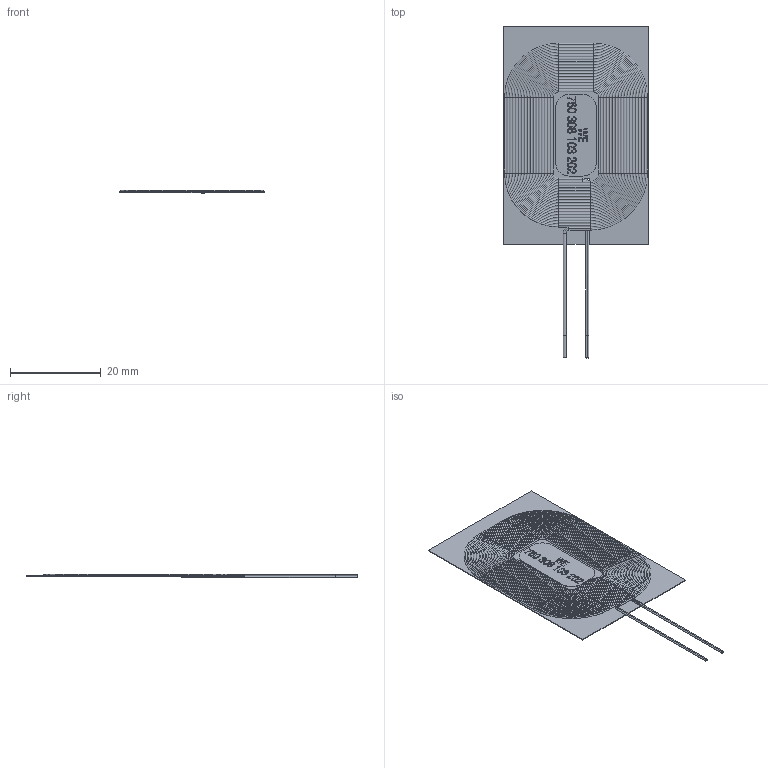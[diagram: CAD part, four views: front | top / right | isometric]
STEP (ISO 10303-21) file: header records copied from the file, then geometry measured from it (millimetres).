
FILE_DESCRIPTION(/* description */ ('Unknown'),/* implementation_level */ '2;1');
FILE_NAME(/* name */ 'L_Wurth_WE-WPCC-RX_760308103202',/* time_stamp */ '2025-04-22T16:50:12+08:00',/* author */ ('Unknown'),/* organization */ ('Unknown'),/* preprocessor_version */ 'ST-DEVELOPER v19.4',/* originating_system */ 'Solid Edge',/* authorisation */ 'Unknown');
FILE_SCHEMA (('AUTOMOTIVE_DESIGN {1 0 10303 214 3 1 1}'));
Length unit declared in the file: millimetre
Products named in the file (2): L_Wurth_WE-WPCC-RX_760308103202
Assembly tree (1 placements, depth 2):
  L_Wurth_WE-WPCC-RX_760308103202
    L_Wurth_WE-WPCC-RX_760308103202
Bounding box: 32 x 73 x 0.68 mm (x, y, z)
Volume: 521.1 mm3; surface area: 12512.3 mm2
Topology: 5 solids, 5 shells, 427 faces, 920 edges, 528 vertices
Faces by surface type: cylinder 142, torus 130, plane 122, bspline 33
Full cylindrical faces by diameter (mm): 0.32 x4
Entity records: 14350 total; most frequent: CARTESIAN_POINT 4472, DIRECTION 1903, ORIENTED_EDGE 1810, EDGE_CURVE 905, AXIS2_PLACEMENT_3D 801, VERTEX_POINT 528, EDGE_LOOP 471, FACE_BOUND 471
